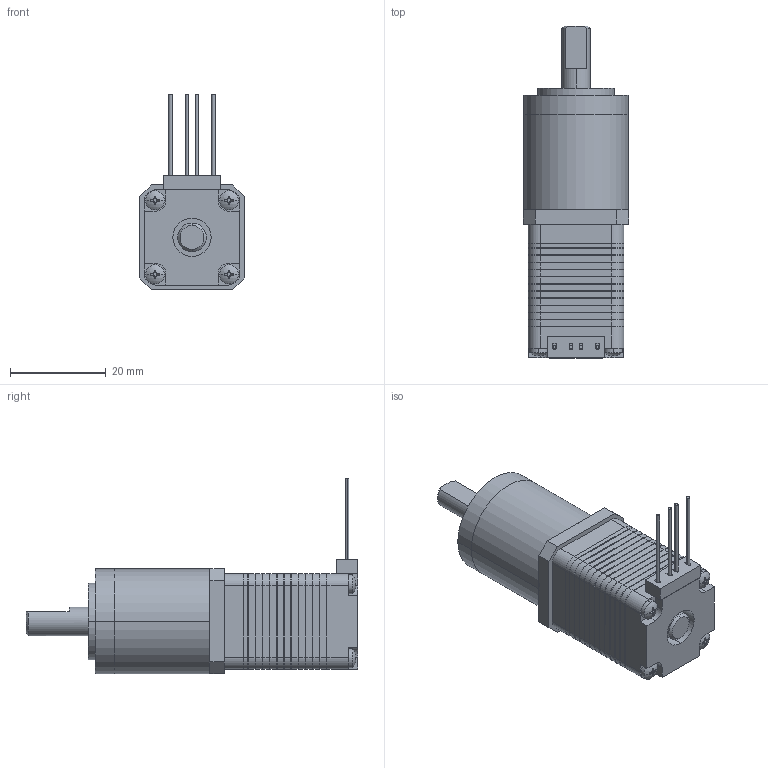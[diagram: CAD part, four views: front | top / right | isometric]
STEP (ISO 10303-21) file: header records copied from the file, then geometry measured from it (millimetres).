
FILE_DESCRIPTION (( 'STEP AP214' ), '1' );
FILE_NAME ('20H228-0204AG3.71.STEP', '2022-10-19T02:34:08', ( '' ), ( '' ), 'SwSTEP 2.0', 'SolidWorks 2020', '' );
FILE_SCHEMA (( 'AUTOMOTIVE_DESIGN' ));
Length unit declared in the file: millimetre
Products named in the file (13): 20H228-0204AG3.71萇儂ヶ傷裔; 20H228-0204AG3.71萇儂-隅赽; 20H228-0204AG3.71萇儂綴傷裔; 20H228-0204AG3.71熬厒ん; 20H228-0204AG3.71諉盄傷赽; 20H228-0204AG3.71萇儂; hexagon socket head cap screws gb_GB_FASTENER_SCREWS_HSHCS M2.5X20-N; 20H228-0204AG3.71粣; 20H228-0204AG3.71熬厒ん翋极; 20H228-0204AG3.71熬厒ん嘐隅; 20H228-0204AG3.71熬厒んヶ傷裔; cross recessed pan head screws gb_GB_CROSS_SCREWS_TYPE1 M2X10-10  H type-N; 20H228-0204AG3.71
Assembly tree (18 placements, depth 3):
  20H228-0204AG3.71
    20H228-0204AG3.71萇儂
      20H228-0204AG3.71萇儂綴傷裔
      20H228-0204AG3.71萇儂-隅赽
      20H228-0204AG3.71萇儂ヶ傷裔
      cross recessed pan head screws gb_GB_CROSS_SCREWS_TYPE1 M2X10-10  H type-N  x4
    20H228-0204AG3.71熬厒ん
      20H228-0204AG3.71熬厒ん翋极
      20H228-0204AG3.71熬厒んヶ傷裔
      20H228-0204AG3.71熬厒ん嘐隅
    20H228-0204AG3.71粣
    20H228-0204AG3.71諉盄傷赽
    hexagon socket head cap screws gb_GB_FASTENER_SCREWS_HSHCS M2.5X20-N  x4
Bounding box: 22 x 69.5 x 41 mm (x, y, z)
Volume: 22579.4 mm3; surface area: 12745.8 mm2
Topology: 20 solids, 20 shells, 752 faces, 1675 edges, 968 vertices
Faces by surface type: plane 506, cylinder 210, cone 20, sphere 8, torus 8
Entity records: 16728 total; most frequent: DIRECTION 2925, CARTESIAN_POINT 2719, ORIENTED_EDGE 2614, EDGE_CURVE 1307, AXIS2_PLACEMENT_3D 1007, LINE 911, VECTOR 911, VERTEX_POINT 737
